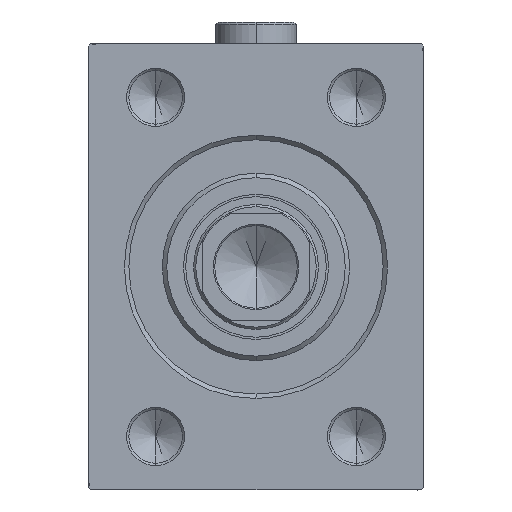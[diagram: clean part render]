
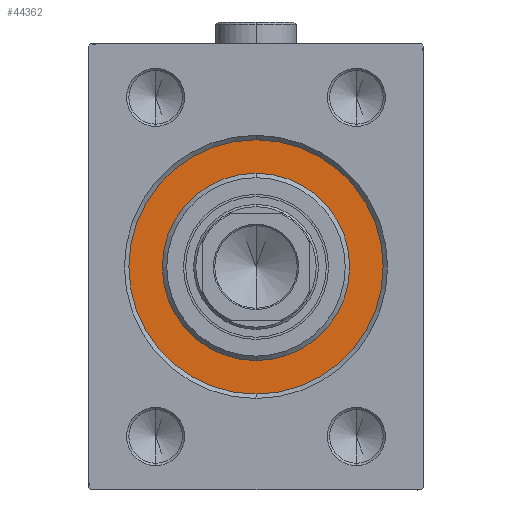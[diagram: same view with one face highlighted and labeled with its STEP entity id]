
A CAD part, left-side view. The second image highlights one B-rep face of the part: STEP entity #44362.
In plain terms, the highlighted face is planar.
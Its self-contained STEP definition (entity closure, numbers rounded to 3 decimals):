
#88 = CARTESIAN_POINT ( 'NONE',  ( 0., 0., 21. ) ) ;
#137 = PLANE ( 'NONE',  #36637 ) ;
#2258 = CARTESIAN_POINT ( 'NONE',  ( 0., 0., 0. ) ) ;
#2619 = CIRCLE ( 'NONE', #40980, 28.5 ) ;
#6934 = VERTEX_POINT ( 'NONE', #14308 ) ;
#9400 = EDGE_CURVE ( 'NONE', #13896, #6934, #2619, .T. ) ;
#9426 = DIRECTION ( 'NONE',  ( 0., 0., -1. ) ) ;
#10128 = CIRCLE ( 'NONE', #29293, 21. ) ;
#11841 = DIRECTION ( 'NONE',  ( -1., 0., 0. ) ) ;
#12873 = DIRECTION ( 'NONE',  ( 1., 0., 0. ) ) ;
#13896 = VERTEX_POINT ( 'NONE', #42238 ) ;
#14308 = CARTESIAN_POINT ( 'NONE',  ( 0., 0., 28.5 ) ) ;
#14485 = EDGE_LOOP ( 'NONE', ( #36950, #38986 ) ) ;
#15511 = CARTESIAN_POINT ( 'NONE',  ( 0., 0., 0. ) ) ;
#17119 = CARTESIAN_POINT ( 'NONE',  ( 0., 0., -21. ) ) ;
#17459 = DIRECTION ( 'NONE',  ( -1., 0., 0. ) ) ;
#17694 = EDGE_CURVE ( 'NONE', #37661, #21605, #10128, .T. ) ;
#18298 = CIRCLE ( 'NONE', #44138, 21. ) ;
#20909 = EDGE_CURVE ( 'NONE', #21605, #37661, #18298, .T. ) ;
#21152 = FACE_BOUND ( 'NONE', #14485, .T. ) ;
#21605 = VERTEX_POINT ( 'NONE', #88 ) ;
#22529 = EDGE_CURVE ( 'NONE', #6934, #13896, #39776, .T. ) ;
#22664 = ORIENTED_EDGE ( 'NONE', *, *, #22529, .F. ) ;
#22988 = CARTESIAN_POINT ( 'NONE',  ( 0., 0., 0. ) ) ;
#26165 = DIRECTION ( 'NONE',  ( 0., 0., 1. ) ) ;
#26630 = CARTESIAN_POINT ( 'NONE',  ( 0., 0., 0. ) ) ;
#29293 = AXIS2_PLACEMENT_3D ( 'NONE', #15511, #29614, #40232 ) ;
#29614 = DIRECTION ( 'NONE',  ( 1., 0., 0. ) ) ;
#30837 = DIRECTION ( 'NONE',  ( -1., 0., 0. ) ) ;
#31790 = EDGE_LOOP ( 'NONE', ( #41991, #22664 ) ) ;
#36637 = AXIS2_PLACEMENT_3D ( 'NONE', #38504, #17459, #45201 ) ;
#36950 = ORIENTED_EDGE ( 'NONE', *, *, #20909, .F. ) ;
#37661 = VERTEX_POINT ( 'NONE', #17119 ) ;
#38504 = CARTESIAN_POINT ( 'NONE',  ( 0., 0., 0. ) ) ;
#38952 = FACE_OUTER_BOUND ( 'NONE', #31790, .T. ) ;
#38986 = ORIENTED_EDGE ( 'NONE', *, *, #17694, .F. ) ;
#39776 = CIRCLE ( 'NONE', #44203, 28.5 ) ;
#40232 = DIRECTION ( 'NONE',  ( 0., 0., -1. ) ) ;
#40566 = DIRECTION ( 'NONE',  ( 0., 0., 1. ) ) ;
#40980 = AXIS2_PLACEMENT_3D ( 'NONE', #22988, #30837, #40566 ) ;
#41991 = ORIENTED_EDGE ( 'NONE', *, *, #9400, .F. ) ;
#42238 = CARTESIAN_POINT ( 'NONE',  ( 0., 0., -28.5 ) ) ;
#44138 = AXIS2_PLACEMENT_3D ( 'NONE', #2258, #12873, #9426 ) ;
#44203 = AXIS2_PLACEMENT_3D ( 'NONE', #26630, #11841, #26165 ) ;
#44362 = ADVANCED_FACE ( 'NONE', ( #21152, #38952 ), #137, .F. ) ;
#45201 = DIRECTION ( 'NONE',  ( 0., 0., 1. ) ) ;
